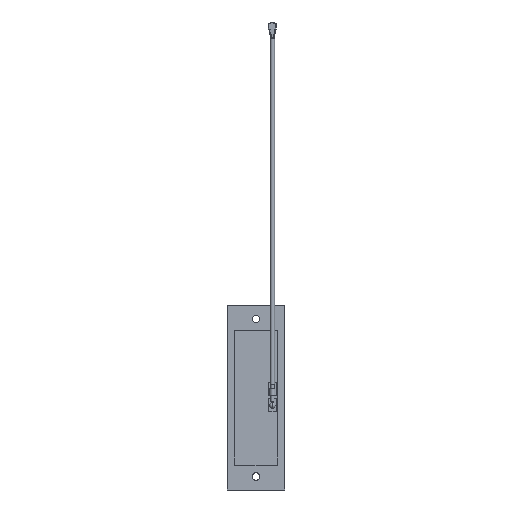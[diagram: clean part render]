
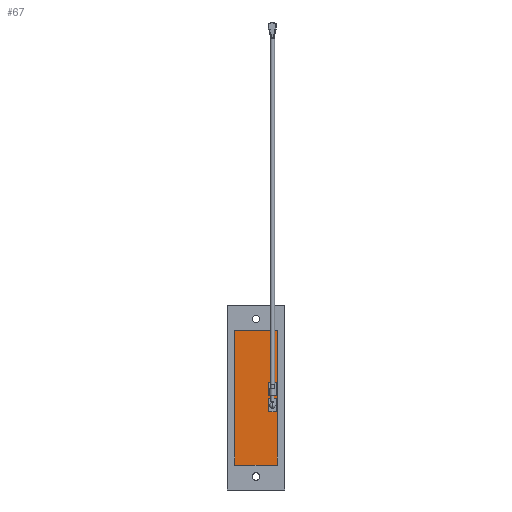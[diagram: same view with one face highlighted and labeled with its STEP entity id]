
A CAD part, front view. The second image highlights one B-rep face of the part: STEP entity #67.
In plain terms, the highlighted planar face has unit normal (0, -1, 0).
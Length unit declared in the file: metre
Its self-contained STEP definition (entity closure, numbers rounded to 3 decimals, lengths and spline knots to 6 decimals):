
#67 = ADVANCED_FACE( '', ( #256, #257 ), #258, .T. );
#256 = FACE_OUTER_BOUND( '', #654, .T. );
#257 = FACE_BOUND( '', #655, .T. );
#258 = PLANE( '', #656 );
#654 = EDGE_LOOP( '', ( #1207, #1208, #1209, #1210, #1211, #1212, #1213, #1214, #1215, #1216, #1217, #1218 ) );
#655 = EDGE_LOOP( '', ( #1219, #1220, #1221, #1222 ) );
#656 = AXIS2_PLACEMENT_3D( '', #1223, #1224, #1225 );
#1207 = ORIENTED_EDGE( '', *, *, #2497, .T. );
#1208 = ORIENTED_EDGE( '', *, *, #2498, .T. );
#1209 = ORIENTED_EDGE( '', *, *, #2499, .T. );
#1210 = ORIENTED_EDGE( '', *, *, #2500, .T. );
#1211 = ORIENTED_EDGE( '', *, *, #2501, .T. );
#1212 = ORIENTED_EDGE( '', *, *, #2502, .T. );
#1213 = ORIENTED_EDGE( '', *, *, #2503, .T. );
#1214 = ORIENTED_EDGE( '', *, *, #2504, .T. );
#1215 = ORIENTED_EDGE( '', *, *, #2505, .T. );
#1216 = ORIENTED_EDGE( '', *, *, #2506, .T. );
#1217 = ORIENTED_EDGE( '', *, *, #2507, .T. );
#1218 = ORIENTED_EDGE( '', *, *, #2508, .F. );
#1219 = ORIENTED_EDGE( '', *, *, #2509, .T. );
#1220 = ORIENTED_EDGE( '', *, *, #2510, .T. );
#1221 = ORIENTED_EDGE( '', *, *, #2486, .T. );
#1222 = ORIENTED_EDGE( '', *, *, #2511, .T. );
#1223 = CARTESIAN_POINT( '', ( 0., 0.000445, 0. ) );
#1224 = DIRECTION( '', ( 0., -1., 0. ) );
#1225 = DIRECTION( '', ( 0., 0., -1. ) );
#2486 = EDGE_CURVE( '', #3005, #3003, #3006, .T. );
#2497 = EDGE_CURVE( '', #3026, #3027, #3028, .T. );
#2498 = EDGE_CURVE( '', #3027, #3029, #3030, .T. );
#2499 = EDGE_CURVE( '', #3029, #3031, #3032, .T. );
#2500 = EDGE_CURVE( '', #3031, #3033, #3034, .T. );
#2501 = EDGE_CURVE( '', #3033, #3035, #3036, .T. );
#2502 = EDGE_CURVE( '', #3035, #3037, #3038, .T. );
#2503 = EDGE_CURVE( '', #3037, #3039, #3040, .T. );
#2504 = EDGE_CURVE( '', #3039, #3041, #3042, .T. );
#2505 = EDGE_CURVE( '', #3041, #3043, #3044, .T. );
#2506 = EDGE_CURVE( '', #3043, #3045, #3046, .T. );
#2507 = EDGE_CURVE( '', #3045, #3047, #3048, .T. );
#2508 = EDGE_CURVE( '', #3026, #3047, #3049, .T. );
#2509 = EDGE_CURVE( '', #3050, #3051, #3052, .T. );
#2510 = EDGE_CURVE( '', #3051, #3005, #3053, .T. );
#2511 = EDGE_CURVE( '', #3003, #3050, #3054, .T. );
#3003 = VERTEX_POINT( '', #3812 );
#3005 = VERTEX_POINT( '', #3815 );
#3006 = LINE( '', #3816, #3817 );
#3026 = VERTEX_POINT( '', #3841 );
#3027 = VERTEX_POINT( '', #3842 );
#3028 = LINE( '', #3843, #3844 );
#3029 = VERTEX_POINT( '', #3845 );
#3030 = LINE( '', #3846, #3847 );
#3031 = VERTEX_POINT( '', #3848 );
#3032 = LINE( '', #3849, #3850 );
#3033 = VERTEX_POINT( '', #3851 );
#3034 = LINE( '', #3852, #3853 );
#3035 = VERTEX_POINT( '', #3854 );
#3036 = LINE( '', #3855, #3856 );
#3037 = VERTEX_POINT( '', #3857 );
#3038 = LINE( '', #3858, #3859 );
#3039 = VERTEX_POINT( '', #3860 );
#3040 = LINE( '', #3861, #3862 );
#3041 = VERTEX_POINT( '', #3863 );
#3042 = LINE( '', #3864, #3865 );
#3043 = VERTEX_POINT( '', #3866 );
#3044 = LINE( '', #3867, #3868 );
#3045 = VERTEX_POINT( '', #3869 );
#3046 = LINE( '', #3870, #3871 );
#3047 = VERTEX_POINT( '', #3872 );
#3048 = LINE( '', #3873, #3874 );
#3049 = LINE( '', #3875, #3876 );
#3050 = VERTEX_POINT( '', #3877 );
#3051 = VERTEX_POINT( '', #3878 );
#3052 = LINE( '', #3879, #3880 );
#3053 = LINE( '', #3881, #3882 );
#3054 = LINE( '', #3883, #3884 );
#3812 = CARTESIAN_POINT( '', ( 0.00103, 0.000445, -0.097065 ) );
#3815 = CARTESIAN_POINT( '', ( -0.00097, 0.000445, -0.097065 ) );
#3816 = CARTESIAN_POINT( '', ( -0.00097, 0.000445, -0.097065 ) );
#3817 = VECTOR( '', #4777, 1. );
#3841 = CARTESIAN_POINT( '', ( -0.000348, 0.000445, -0.0794 ) );
#3842 = CARTESIAN_POINT( '', ( -0.00977, 0.000445, -0.0794 ) );
#3843 = CARTESIAN_POINT( '', ( -0.000348, 0.000445, -0.0794 ) );
#3844 = VECTOR( '', #4800, 1. );
#3845 = CARTESIAN_POINT( '', ( -0.00977, 0.000445, -0.1144 ) );
#3846 = CARTESIAN_POINT( '', ( -0.00977, 0.000445, -0.0794 ) );
#3847 = VECTOR( '', #4801, 1. );
#3848 = CARTESIAN_POINT( '', ( 0.00123, 0.000445, -0.1144 ) );
#3849 = CARTESIAN_POINT( '', ( -0.00977, 0.000445, -0.1144 ) );
#3850 = VECTOR( '', #4802, 1. );
#3851 = CARTESIAN_POINT( '', ( 0.00123, 0.000445, -0.0794 ) );
#3852 = CARTESIAN_POINT( '', ( 0.00123, 0.000445, -0.1144 ) );
#3853 = VECTOR( '', #4803, 1. );
#3854 = CARTESIAN_POINT( '', ( 0.000348, 0.000445, -0.0794 ) );
#3855 = CARTESIAN_POINT( '', ( 0.00123, 0.000445, -0.0794 ) );
#3856 = VECTOR( '', #4804, 1. );
#3857 = CARTESIAN_POINT( '', ( 0.000348, 0.000445, -0.092915 ) );
#3858 = CARTESIAN_POINT( '', ( 0.000348, 0.000445, -0.0794 ) );
#3859 = VECTOR( '', #4805, 1. );
#3860 = CARTESIAN_POINT( '', ( 0.00103, 0.000445, -0.092915 ) );
#3861 = CARTESIAN_POINT( '', ( 0.000348, 0.000445, -0.092915 ) );
#3862 = VECTOR( '', #4806, 1. );
#3863 = CARTESIAN_POINT( '', ( 0.00103, 0.000445, -0.096365 ) );
#3864 = CARTESIAN_POINT( '', ( 0.00103, 0.000445, -0.092915 ) );
#3865 = VECTOR( '', #4807, 1. );
#3866 = CARTESIAN_POINT( '', ( -0.00097, 0.000445, -0.096365 ) );
#3867 = CARTESIAN_POINT( '', ( 0.00103, 0.000445, -0.096365 ) );
#3868 = VECTOR( '', #4808, 1. );
#3869 = CARTESIAN_POINT( '', ( -0.00097, 0.000445, -0.092915 ) );
#3870 = CARTESIAN_POINT( '', ( -0.00097, 0.000445, -0.096365 ) );
#3871 = VECTOR( '', #4809, 1. );
#3872 = CARTESIAN_POINT( '', ( -0.000348, 0.000445, -0.092915 ) );
#3873 = CARTESIAN_POINT( '', ( -0.00097, 0.000445, -0.092915 ) );
#3874 = VECTOR( '', #4810, 1. );
#3875 = CARTESIAN_POINT( '', ( -0.000348, 0.000445, -0.0794 ) );
#3876 = VECTOR( '', #4811, 1. );
#3877 = CARTESIAN_POINT( '', ( 0.00103, 0.000445, -0.100515 ) );
#3878 = CARTESIAN_POINT( '', ( -0.00097, 0.000445, -0.100515 ) );
#3879 = CARTESIAN_POINT( '', ( 0.00103, 0.000445, -0.100515 ) );
#3880 = VECTOR( '', #4812, 1. );
#3881 = CARTESIAN_POINT( '', ( -0.00097, 0.000445, -0.100515 ) );
#3882 = VECTOR( '', #4813, 1. );
#3883 = CARTESIAN_POINT( '', ( 0.00103, 0.000445, -0.097065 ) );
#3884 = VECTOR( '', #4814, 1. );
#4777 = DIRECTION( '', ( 1., 0., 0. ) );
#4800 = DIRECTION( '', ( -1., 0., 0. ) );
#4801 = DIRECTION( '', ( 0., 0., -1. ) );
#4802 = DIRECTION( '', ( 1., 0., 0. ) );
#4803 = DIRECTION( '', ( 0., 0., 1. ) );
#4804 = DIRECTION( '', ( -1., 0., 0. ) );
#4805 = DIRECTION( '', ( 0., 0., -1. ) );
#4806 = DIRECTION( '', ( 1., 0., 0. ) );
#4807 = DIRECTION( '', ( 0., 0., -1. ) );
#4808 = DIRECTION( '', ( -1., 0., 0. ) );
#4809 = DIRECTION( '', ( 0., 0., 1. ) );
#4810 = DIRECTION( '', ( 1., 0., 0. ) );
#4811 = DIRECTION( '', ( 0., 0., -1. ) );
#4812 = DIRECTION( '', ( -1., 0., 0. ) );
#4813 = DIRECTION( '', ( 0., 0., 1. ) );
#4814 = DIRECTION( '', ( 0., 0., -1. ) );
